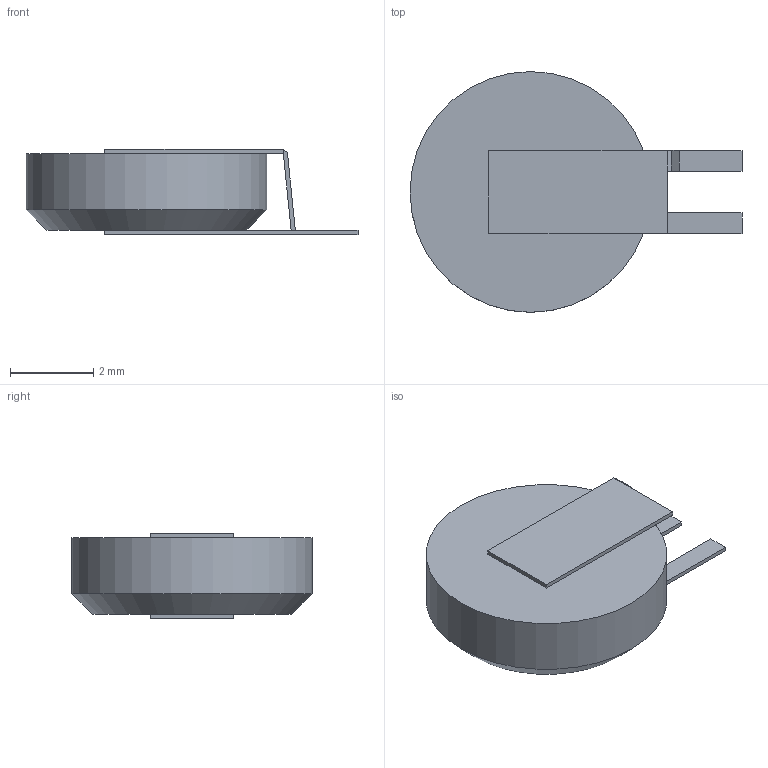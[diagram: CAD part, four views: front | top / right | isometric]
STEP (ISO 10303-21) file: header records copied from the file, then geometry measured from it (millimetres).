
FILE_DESCRIPTION(/* description */ (''),/* implementation_level */ '2;1');
FILE_NAME(/* name */ 'MS518SE FL35E.step',/* time_stamp */ '2024-03-12T14:34:21+01:00',/* author */ (''),/* organization */ (''),/* preprocessor_version */ 'ST-DEVELOPER v20',/* originating_system */ 'Autodesk Translation Framework v12.20.1.177',/* authorisation */ '');
FILE_SCHEMA (('AUTOMOTIVE_DESIGN { 1 0 10303 214 3 1 1 }'));
Length unit declared in the file: millimetre
Products named in the file (4): MS518SE FL35E; Battery; Bottom tab; Top tab
Assembly tree (3 placements, depth 2):
  MS518SE FL35E
    Battery
    Bottom tab
    Top tab
Bounding box: 8 x 5.8 x 2.05 mm (x, y, z)
Volume: 48.7 mm3; surface area: 124.2 mm2
Topology: 3 solids, 3 shells, 26 faces, 58 edges, 38 vertices
Faces by surface type: plane 24, cone 1, cylinder 1
Full cylindrical faces by diameter (mm): 5.8 x1
Entity records: 840 total; most frequent: CARTESIAN_POINT 129, DIRECTION 127, ORIENTED_EDGE 116, EDGE_CURVE 58, LINE 55, VECTOR 55, VERTEX_POINT 38, AXIS2_PLACEMENT_3D 36
